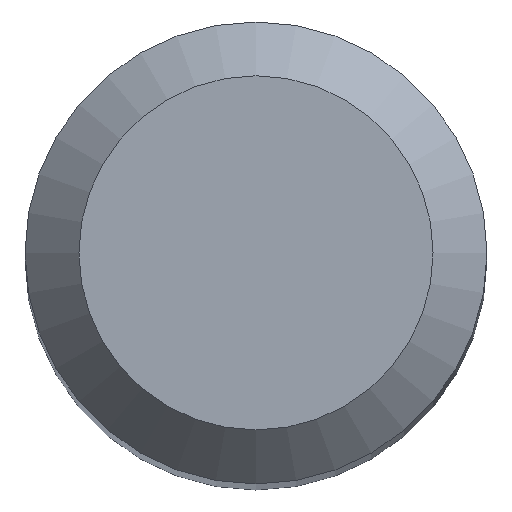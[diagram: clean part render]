
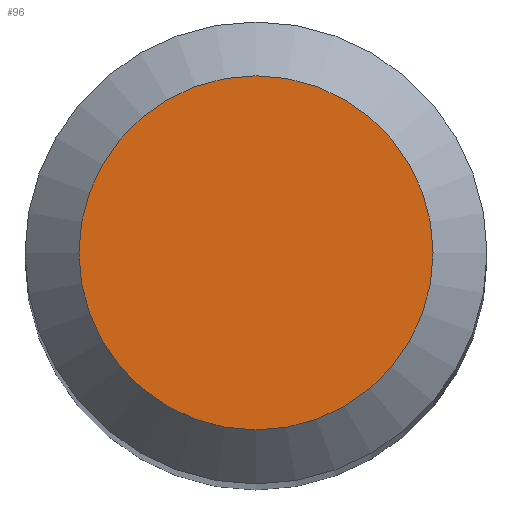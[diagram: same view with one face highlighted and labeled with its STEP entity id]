
A CAD part, top view. The second image highlights one B-rep face of the part: STEP entity #96.
In plain terms, the highlighted planar face has unit normal (0, 0, 1).
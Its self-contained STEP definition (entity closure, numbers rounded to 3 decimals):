
#38 = DIRECTION ( 'NONE',  ( 0., 1., 0. ) ) ;
#55 = AXIS2_PLACEMENT_3D ( 'NONE', #220, #226, #38 ) ;
#65 = CIRCLE ( 'NONE', #55, 2.3 ) ;
#76 = EDGE_LOOP ( 'NONE', ( #121 ) ) ;
#93 = VERTEX_POINT ( 'NONE', #112 ) ;
#96 = ADVANCED_FACE ( 'NONE', ( #141 ), #122, .F. ) ;
#103 = DIRECTION ( 'NONE',  ( 0., 1., 0. ) ) ;
#109 = DIRECTION ( 'NONE',  ( 0., 0., -1. ) ) ;
#112 = CARTESIAN_POINT ( 'NONE',  ( 0., 2.3, 89. ) ) ;
#121 = ORIENTED_EDGE ( 'NONE', *, *, #239, .F. ) ;
#122 = PLANE ( 'NONE',  #232 ) ;
#141 = FACE_OUTER_BOUND ( 'NONE', #76, .T. ) ;
#220 = CARTESIAN_POINT ( 'NONE',  ( 0., 0., 89. ) ) ;
#226 = DIRECTION ( 'NONE',  ( 0., 0., -1. ) ) ;
#232 = AXIS2_PLACEMENT_3D ( 'NONE', #261, #109, #103 ) ;
#239 = EDGE_CURVE ( 'NONE', #93, #93, #65, .T. ) ;
#261 = CARTESIAN_POINT ( 'NONE',  ( 0., 0., 89. ) ) ;
